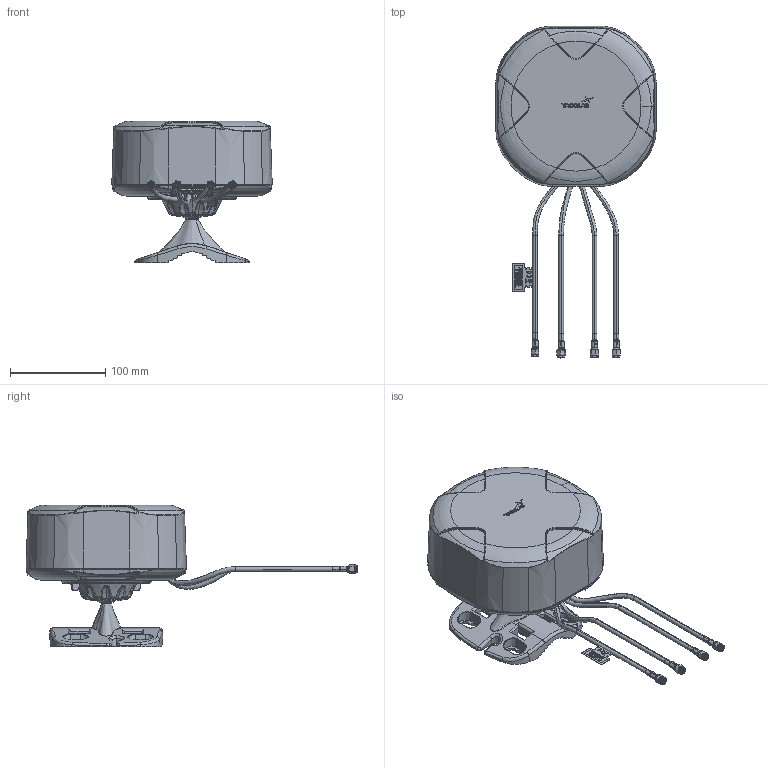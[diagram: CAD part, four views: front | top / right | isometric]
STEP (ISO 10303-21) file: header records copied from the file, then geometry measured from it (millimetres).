
FILE_DESCRIPTION (( 'STEP AP214' ), '1' );
FILE_NAME ('TGX.04.A.001.STEP', '2021-10-27T00:30:03', ( '' ), ( '' ), 'SwSTEP 2.0', 'SolidWorks 2018', '' );
FILE_SCHEMA (( 'AUTOMOTIVE_DESIGN' ));
Length unit declared in the file: millimetre
Products named in the file (1): TGX.04.A.001
Bounding box: 168.46 x 348.54 x 149 mm (x, y, z)
Surface area: 165032.5 mm2 (no closed solid volume)
Topology: 0 solids, 80 shells, 1461 faces, 6064 edges, 4535 vertices
Faces by surface type: plane 500, bspline 422, cylinder 206, cone 183, torus 128, sphere 22
Entity records: 115282 total; most frequent: CARTESIAN_POINT 55713, ORIENTED_EDGE 9340, DIRECTION 7098, EDGE_CURVE 6056, VERTEX_POINT 4533, VECTOR 2670, LINE 2670, AXIS2_PLACEMENT_3D 2214
